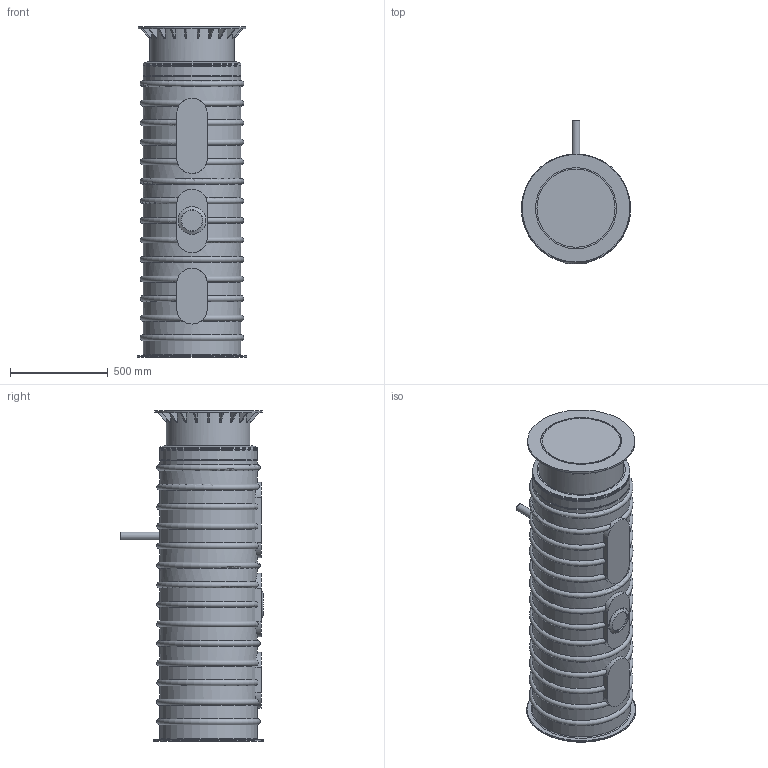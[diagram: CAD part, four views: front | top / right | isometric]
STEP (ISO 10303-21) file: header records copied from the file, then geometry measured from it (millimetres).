
FILE_DESCRIPTION(/* description */ ('Unknown'),/* implementation_level */ '2;1');
FILE_NAME(/* name */ 'Juku pumpla 1,5m',/* time_stamp */ '2023-11-30T11:48:21+02:00',/* author */ ('Unknown'),/* organization */ ('Unknown'),/* preprocessor_version */ 'ST-DEVELOPER v18.1',/* originating_system */ 'Solid Edge',/* authorisation */ 'Unknown');
FILE_SCHEMA (('AUTOMOTIVE_DESIGN {1 0 10303 214 3 1 1}'));
Length unit declared in the file: millimetre
Products named in the file (14): Standard juku pumpla 1,5m, camlock Grafi luuk kodulehele 2023; Rotokaev D500 kumer p鬒i 2624.000_var2; Läbiviigutihend DN100; D40 toru SO016235; Elekterkeevispolv_40; RoundTubing 40x3.7_oa_0; RoundTubing 40x3.7_oa_1; Grafi D500 luuk; Messingliitmik_40-32vk; Messingliitmikpolv_40-114sk; tihend SO010321; Camlock 1 1_4 liide; Lowara-DOC3; Camlock liitele detail
Assembly tree (14 placements, depth 2):
  Standard juku pumpla 1,5m, camlock Grafi luuk kodulehele 2023
    Rotokaev D500 kumer p鬒i 2624.000_var2
    Läbiviigutihend DN100
    D40 toru SO016235
    Elekterkeevispolv_40
    RoundTubing 40x3.7_oa_0
    RoundTubing 40x3.7_oa_1
    Grafi D500 luuk
    Messingliitmik_40-32vk
    Messingliitmikpolv_40-114sk  x2
    tihend SO010321
    Camlock 1 1_4 liide
    Lowara-DOC3
    Camlock liitele detail
Bounding box: 560 x 731.5 x 1691 mm (x, y, z)
Volume: 32655092.7 mm3; surface area: 9307666.6 mm2
Topology: 16 solids, 16 shells, 360 faces, 853 edges, 551 vertices
Faces by surface type: plane 193, cylinder 101, torus 49, cone 17
Full cylindrical faces by diameter (mm): 8 x1, 9 x1, 13 x2, 27.91 x1, 32 x1, 32.6 x2, 36 x1, 38.952 x3, 40 x9, 41.91 x4, 45 x1, 46 x4, 48 x2, 53 x2, 55.91 x1, 60 x1, 110 x3, 130 x1, 142 x2, 155 x1, 400 x1, 414 x2, 430 x2, 453 x1, 472 x1, 484 x1, 488 x9, 498 x2, 500 x9, 550 x1
Entity records: 10397 total; most frequent: CARTESIAN_POINT 2551, DIRECTION 1522, ORIENTED_EDGE 1316, EDGE_CURVE 658, AXIS2_PLACEMENT_3D 601, FACE_BOUND 496, EDGE_LOOP 494, VERTEX_POINT 488
